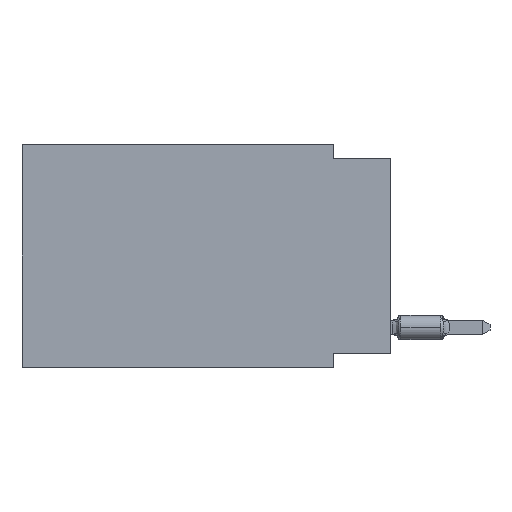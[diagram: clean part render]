
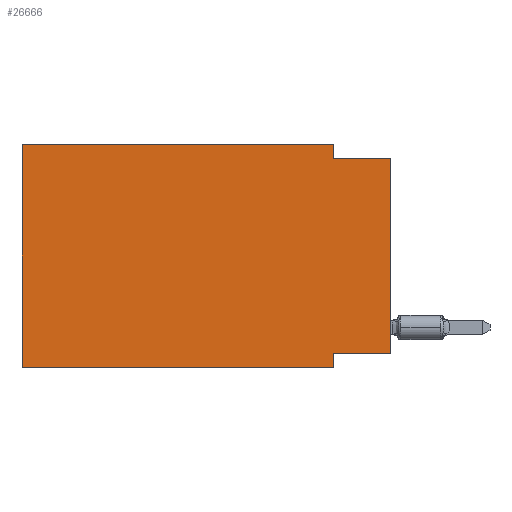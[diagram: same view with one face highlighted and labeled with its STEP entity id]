
A CAD part, left-side view. The second image highlights one B-rep face of the part: STEP entity #26666.
In plain terms, the highlighted planar face has unit normal (-1, 0, 0).
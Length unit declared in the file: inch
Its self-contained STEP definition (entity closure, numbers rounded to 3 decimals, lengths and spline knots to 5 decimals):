
#109 = EDGE_CURVE ( 'NONE', #12090, #21004, #11581, .T. ) ;
#1103 = LINE ( 'NONE', #3949, #30335 ) ;
#1763 = CARTESIAN_POINT ( 'NONE',  ( 0., 0., -0.025 ) ) ;
#1996 = VECTOR ( 'NONE', #20739, 39.37008 ) ;
#3506 = ORIENTED_EDGE ( 'NONE', *, *, #10546, .F. ) ;
#3563 = ORIENTED_EDGE ( 'NONE', *, *, #18979, .F. ) ;
#3753 = VECTOR ( 'NONE', #8186, 39.37008 ) ;
#3949 = CARTESIAN_POINT ( 'NONE',  ( 0., 0.645, 0. ) ) ;
#5199 = CARTESIAN_POINT ( 'NONE',  ( 0., 0.645, 0. ) ) ;
#5452 = CARTESIAN_POINT ( 'NONE',  ( 0., 0.645, -0.39 ) ) ;
#5842 = VERTEX_POINT ( 'NONE', #33171 ) ;
#6560 = VERTEX_POINT ( 'NONE', #29049 ) ;
#7716 = FACE_OUTER_BOUND ( 'NONE', #23302, .T. ) ;
#8186 = DIRECTION ( 'NONE',  ( 0., 0., -1. ) ) ;
#8470 = LINE ( 'NONE', #5452, #15370 ) ;
#9036 = LINE ( 'NONE', #24732, #10475 ) ;
#10222 = CARTESIAN_POINT ( 'NONE',  ( 0., 0.1, 0. ) ) ;
#10475 = VECTOR ( 'NONE', #27442, 39.37008 ) ;
#10546 = EDGE_CURVE ( 'NONE', #23019, #5842, #13230, .T. ) ;
#11581 = LINE ( 'NONE', #24582, #30497 ) ;
#12090 = VERTEX_POINT ( 'NONE', #21949 ) ;
#13203 = DIRECTION ( 'NONE',  ( 0., -1., 0. ) ) ;
#13230 = LINE ( 'NONE', #21156, #18251 ) ;
#13601 = ORIENTED_EDGE ( 'NONE', *, *, #109, .T. ) ;
#13675 = LINE ( 'NONE', #24298, #28164 ) ;
#13962 = CARTESIAN_POINT ( 'NONE',  ( 0., 0.645, -0.39 ) ) ;
#14512 = ORIENTED_EDGE ( 'NONE', *, *, #31987, .F. ) ;
#15144 = DIRECTION ( 'NONE',  ( 0., 0., -1. ) ) ;
#15173 = VERTEX_POINT ( 'NONE', #24135 ) ;
#15370 = VECTOR ( 'NONE', #13203, 39.37008 ) ;
#15960 = ORIENTED_EDGE ( 'NONE', *, *, #25460, .T. ) ;
#16773 = ORIENTED_EDGE ( 'NONE', *, *, #26889, .F. ) ;
#18251 = VECTOR ( 'NONE', #23533, 39.37008 ) ;
#18979 = EDGE_CURVE ( 'NONE', #6560, #15173, #13675, .T. ) ;
#20739 = DIRECTION ( 'NONE',  ( 0., -1., 0. ) ) ;
#21004 = VERTEX_POINT ( 'NONE', #1763 ) ;
#21156 = CARTESIAN_POINT ( 'NONE',  ( 0., 0.1, -0.39 ) ) ;
#21747 = VERTEX_POINT ( 'NONE', #24601 ) ;
#21949 = CARTESIAN_POINT ( 'NONE',  ( 0., 0., -0.365 ) ) ;
#22435 = ORIENTED_EDGE ( 'NONE', *, *, #28895, .F. ) ;
#22613 = EDGE_CURVE ( 'NONE', #31757, #6560, #1103, .T. ) ;
#22918 = PLANE ( 'NONE',  #23432 ) ;
#22964 = CARTESIAN_POINT ( 'NONE',  ( 0., 0., -0.025 ) ) ;
#23019 = VERTEX_POINT ( 'NONE', #28351 ) ;
#23302 = EDGE_LOOP ( 'NONE', ( #13601, #22435, #14512, #3563, #23465, #15960, #3506, #16773 ) ) ;
#23432 = AXIS2_PLACEMENT_3D ( 'NONE', #5199, #28149, #15144 ) ;
#23465 = ORIENTED_EDGE ( 'NONE', *, *, #22613, .F. ) ;
#23533 = DIRECTION ( 'NONE',  ( 0., 0., -1. ) ) ;
#23725 = LINE ( 'NONE', #10222, #3753 ) ;
#24135 = CARTESIAN_POINT ( 'NONE',  ( 0., 0.1, 0. ) ) ;
#24298 = CARTESIAN_POINT ( 'NONE',  ( 0., 0.645, 0. ) ) ;
#24582 = CARTESIAN_POINT ( 'NONE',  ( 0., 0., 0. ) ) ;
#24601 = CARTESIAN_POINT ( 'NONE',  ( 0., 0.1, -0.025 ) ) ;
#24732 = CARTESIAN_POINT ( 'NONE',  ( 0., 0., -0.365 ) ) ;
#25460 = EDGE_CURVE ( 'NONE', #31757, #5842, #8470, .T. ) ;
#26574 = DIRECTION ( 'NONE',  ( 0., 0., 1. ) ) ;
#26666 = ADVANCED_FACE ( 'NONE', ( #7716 ), #22918, .F. ) ;
#26889 = EDGE_CURVE ( 'NONE', #12090, #23019, #9036, .T. ) ;
#27301 = DIRECTION ( 'NONE',  ( 0., 0., 1. ) ) ;
#27442 = DIRECTION ( 'NONE',  ( 0., 1., 0. ) ) ;
#28149 = DIRECTION ( 'NONE',  ( 1., 0., 0. ) ) ;
#28164 = VECTOR ( 'NONE', #29030, 39.37008 ) ;
#28351 = CARTESIAN_POINT ( 'NONE',  ( 0., 0.1, -0.365 ) ) ;
#28895 = EDGE_CURVE ( 'NONE', #21747, #21004, #31050, .T. ) ;
#29030 = DIRECTION ( 'NONE',  ( 0., -1., 0. ) ) ;
#29049 = CARTESIAN_POINT ( 'NONE',  ( 0., 0.645, 0. ) ) ;
#30335 = VECTOR ( 'NONE', #26574, 39.37008 ) ;
#30497 = VECTOR ( 'NONE', #27301, 39.37008 ) ;
#31050 = LINE ( 'NONE', #22964, #1996 ) ;
#31757 = VERTEX_POINT ( 'NONE', #13962 ) ;
#31987 = EDGE_CURVE ( 'NONE', #15173, #21747, #23725, .T. ) ;
#33171 = CARTESIAN_POINT ( 'NONE',  ( 0., 0.1, -0.39 ) ) ;
